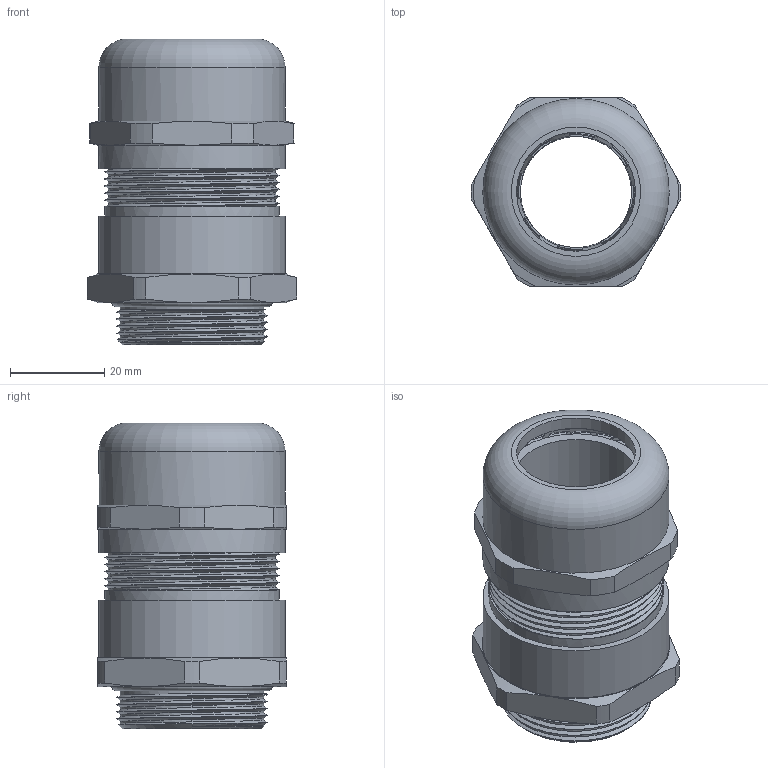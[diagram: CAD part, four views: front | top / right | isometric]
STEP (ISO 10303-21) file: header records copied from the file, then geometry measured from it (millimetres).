
FILE_DESCRIPTION(/* description */ ('Ampacity EMV LF M 32x1,5'),/* implementation_level */ '2;1');
FILE_NAME(/* name */ '61086532AMPLF-RST.stp',/* time_stamp */ '2022-04-04T10:49:38+02:00',/* author */ ('sl'),/* organization */ (''),/* preprocessor_version */ 'ST-DEVELOPER v16.5',/* originating_system */ 'Autodesk Inventor 2017',/* authorisation */ '');
FILE_SCHEMA (('AUTOMOTIVE_DESIGN { 1 0 10303 214 3 1 1 }'));
Length unit declared in the file: millimetre
Products named in the file (8): 61086532AMPLF; 61086532AMPLF_1; 61086532AMPLF_2; 61086532AMPLF_3; Dichteinsatz-M32; Klemmkaefig-M32; O-RING-M32; 61086532AMPLF_4
Assembly tree (8 placements, depth 2):
  61086532AMPLF
    61086532AMPLF_1
    61086532AMPLF_2
    61086532AMPLF_3
    61086532AMPLF_4  x2
    Dichteinsatz-M32
    Klemmkaefig-M32
    O-RING-M32
Bounding box: 44.55 x 40 x 64.91 mm (x, y, z)
Volume: 22611.7 mm3; surface area: 37869.6 mm2
Topology: 7 solids, 8 shells, 793 faces, 2233 edges, 1460 vertices
Faces by surface type: cylinder 332, plane 307, torus 86, cone 62, bspline 6
Full cylindrical faces by diameter (mm): 25.25 x1, 25.5 x2, 26.88 x1, 28.74 x1, 29.23 x1, 29.7 x1, 29.773 x1, 30.398 x5, 30.87 x2, 31.67 x2, 32.34 x1, 32.45 x1, 32.48 x1, 32.6 x1, 33.6 x1, 34 x1, 34.06 x1, 35.4 x2, 35.63 x12, 37 x8, 39.5 x1, 39.6 x2
Entity records: 22755 total; most frequent: CARTESIAN_POINT 9371, DIRECTION 2843, ORIENTED_EDGE 2768, EDGE_CURVE 1384, AXIS2_PLACEMENT_3D 1129, VERTEX_POINT 917, CIRCLE 595, LINE 585
